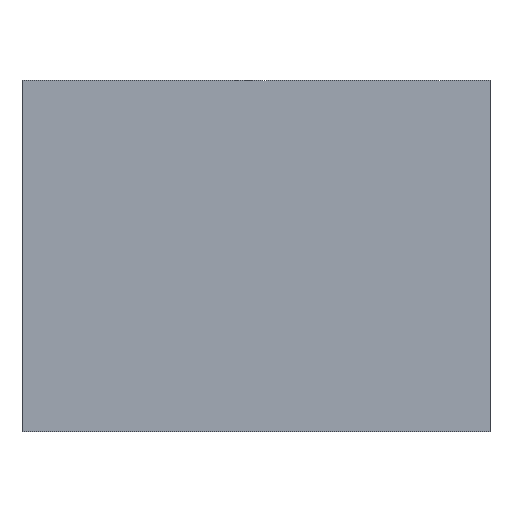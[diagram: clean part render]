
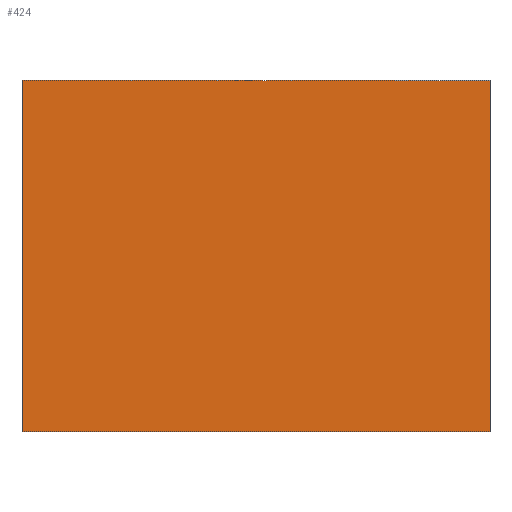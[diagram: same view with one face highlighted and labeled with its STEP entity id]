
A CAD part, front view. The second image highlights one B-rep face of the part: STEP entity #424.
In plain terms, the highlighted planar face has unit normal (0, -1, 0).
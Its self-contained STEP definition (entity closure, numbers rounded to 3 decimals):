
#40=FACE_OUTER_BOUND('',#66,.T.);
#66=EDGE_LOOP('',(#351,#352,#353,#354));
#108=LINE('',#660,#162);
#111=LINE('',#665,#165);
#113=LINE('',#669,#167);
#114=LINE('',#671,#168);
#162=VECTOR('',#543,10.);
#165=VECTOR('',#548,10.);
#167=VECTOR('',#552,10.);
#168=VECTOR('',#555,10.);
#205=VERTEX_POINT('',#657);
#206=VERTEX_POINT('',#659);
#207=VERTEX_POINT('',#663);
#208=VERTEX_POINT('',#667);
#252=EDGE_CURVE('',#205,#206,#108,.T.);
#255=EDGE_CURVE('',#207,#205,#111,.T.);
#257=EDGE_CURVE('',#207,#208,#113,.T.);
#258=EDGE_CURVE('',#206,#208,#114,.T.);
#351=ORIENTED_EDGE('',*,*,#255,.F.);
#352=ORIENTED_EDGE('',*,*,#257,.T.);
#353=ORIENTED_EDGE('',*,*,#258,.F.);
#354=ORIENTED_EDGE('',*,*,#252,.F.);
#398=PLANE('',#467);
#424=ADVANCED_FACE('',(#40),#398,.T.);
#467=AXIS2_PLACEMENT_3D('',#672,#556,#557);
#543=DIRECTION('',(0.,0.,1.));
#548=DIRECTION('',(-1.,0.,0.));
#552=DIRECTION('',(0.,0.,1.));
#555=DIRECTION('',(1.,0.,0.));
#556=DIRECTION('center_axis',(0.,-1.,0.));
#557=DIRECTION('ref_axis',(1.,0.,0.));
#657=CARTESIAN_POINT('',(-0.8,-1.6,0.));
#659=CARTESIAN_POINT('',(-0.8,-1.6,1.2));
#660=CARTESIAN_POINT('',(-0.8,-1.6,0.));
#663=CARTESIAN_POINT('',(0.8,-1.6,0.));
#665=CARTESIAN_POINT('',(0.8,-1.6,0.));
#667=CARTESIAN_POINT('',(0.8,-1.6,1.2));
#669=CARTESIAN_POINT('',(0.8,-1.6,0.));
#671=CARTESIAN_POINT('',(0.8,-1.6,1.2));
#672=CARTESIAN_POINT('Origin',(-0.8,-1.6,0.));
